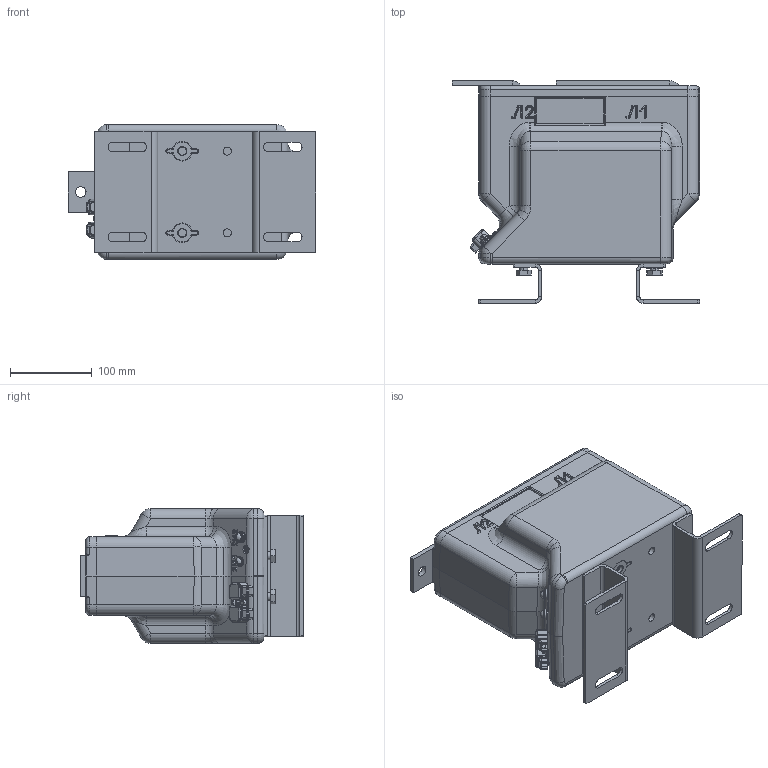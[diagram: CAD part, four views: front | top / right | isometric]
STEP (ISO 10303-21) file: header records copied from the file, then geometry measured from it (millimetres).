
FILE_DESCRIPTION (( 'STEP AP203' ), '1' );
FILE_NAME ('ﾒﾎﾋ-10-12.2-2 (10-200)ﾀ.STEP', '2022-07-27T10:40:12', ( '' ), ( '' ), 'SwSTEP 2.0', 'SolidWorks 2010', '' );
FILE_SCHEMA (( 'CONFIG_CONTROL_DESIGN' ));
Length unit declared in the file: millimetre
Products named in the file (1): ﾒﾎﾋ-10-12.2-2 (10-200)ﾀ
Bounding box: 302.01 x 272 x 165 mm (x, y, z)
Volume: 6808288.1 mm3; surface area: 531462.4 mm2
Topology: 34 solids, 36 shells, 1817 faces, 4317 edges, 2550 vertices
Faces by surface type: plane 617, cylinder 483, cone 267, bspline 236, torus 146, sphere 68
Entity records: 60019 total; most frequent: CARTESIAN_POINT 20131, ORIENTED_EDGE 8466, DIRECTION 8206, EDGE_CURVE 4233, AXIS2_PLACEMENT_3D 3192, VERTEX_POINT 2538, EDGE_LOOP 1937, LINE 1822
